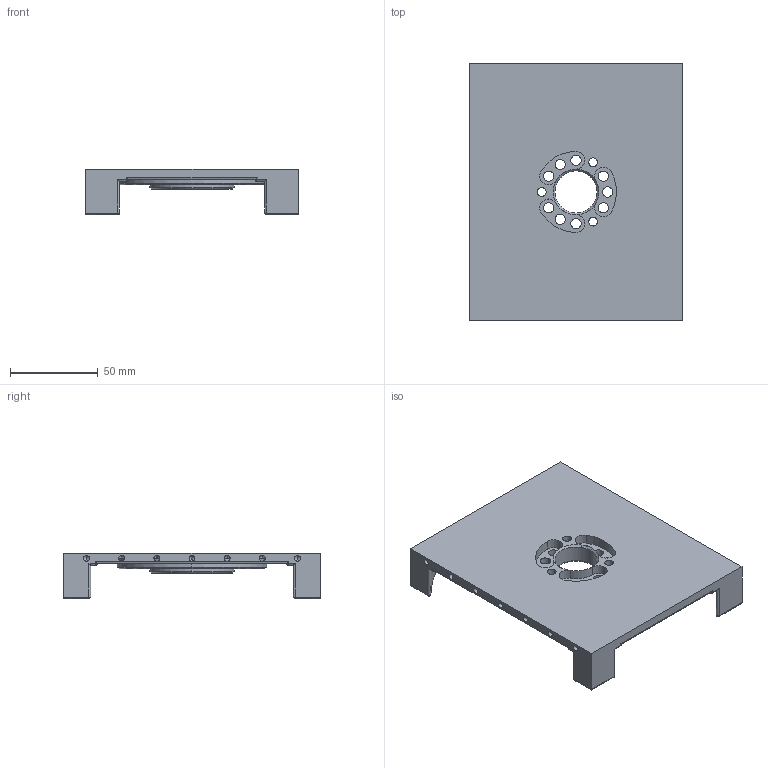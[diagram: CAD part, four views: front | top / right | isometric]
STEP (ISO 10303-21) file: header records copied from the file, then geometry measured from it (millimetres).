
FILE_DESCRIPTION (( 'STEP AP214' ), '1' );
FILE_NAME ('萇喀菁裔.STEP', '2025-04-21T11:05:06', ( 'Windows User' ), ( 'P R C' ), 'SwSTEP 2.0', 'SolidWorks 2020', '' );
FILE_SCHEMA (( 'AUTOMOTIVE_DESIGN' ));
Length unit declared in the file: millimetre
Products named in the file (1): 萇喀菁裔
Bounding box: 121 x 146 x 26 mm (x, y, z)
Volume: 106369.7 mm3; surface area: 49088.6 mm2
Topology: 1 solids, 1 shells, 305 faces, 830 edges, 484 vertices
Faces by surface type: cylinder 150, cone 66, plane 55, torus 16, sphere 10, bspline 8
Entity records: 9948 total; most frequent: CARTESIAN_POINT 1968, DIRECTION 1716, ORIENTED_EDGE 1572, EDGE_CURVE 786, AXIS2_PLACEMENT_3D 676, VERTEX_POINT 480, CIRCLE 378, LINE 364
